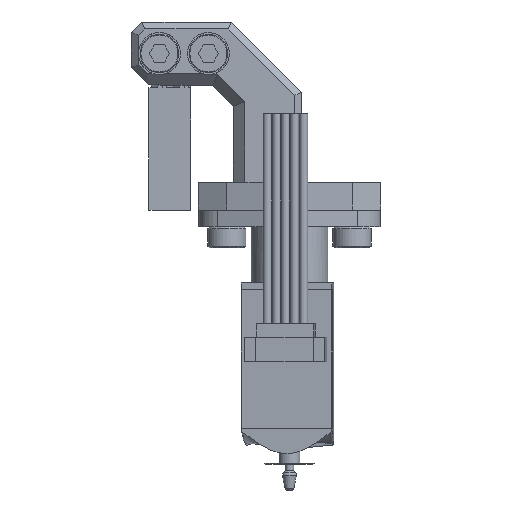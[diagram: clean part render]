
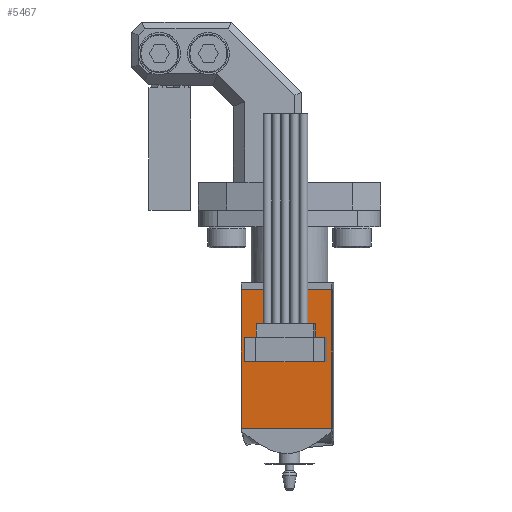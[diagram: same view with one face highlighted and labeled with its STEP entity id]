
A CAD part, front view. The second image highlights one B-rep face of the part: STEP entity #5467.
In plain terms, the highlighted face is planar.
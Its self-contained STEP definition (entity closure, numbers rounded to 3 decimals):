
#454=LINE('',#11290,#904);
#458=LINE('',#11299,#908);
#463=LINE('',#11307,#913);
#466=LINE('',#11311,#916);
#531=LINE('',#14611,#981);
#532=LINE('',#14613,#982);
#533=LINE('',#14615,#983);
#534=LINE('',#14617,#984);
#535=LINE('',#14619,#985);
#536=LINE('',#14621,#986);
#537=LINE('',#14623,#987);
#538=LINE('',#14624,#988);
#904=VECTOR('',#6378,1000.);
#908=VECTOR('',#6384,1000.);
#913=VECTOR('',#6391,1000.);
#916=VECTOR('',#6396,1000.);
#981=VECTOR('',#6717,1000.);
#982=VECTOR('',#6718,1000.);
#983=VECTOR('',#6719,1000.);
#984=VECTOR('',#6720,1000.);
#985=VECTOR('',#6721,1000.);
#986=VECTOR('',#6722,1000.);
#987=VECTOR('',#6723,1000.);
#988=VECTOR('',#6724,1000.);
#1402=FACE_BOUND('',#1883,.T.);
#1546=FACE_OUTER_BOUND('',#1882,.T.);
#1882=EDGE_LOOP('',(#4169,#4170,#4171,#4172));
#1883=EDGE_LOOP('',(#4173,#4174,#4175,#4176,#4177,#4178,#4179,#4180));
#2336=VERTEX_POINT('',#11288);
#2337=VERTEX_POINT('',#11289);
#2340=VERTEX_POINT('',#11297);
#2341=VERTEX_POINT('',#11298);
#2435=VERTEX_POINT('',#14609);
#2436=VERTEX_POINT('',#14610);
#2437=VERTEX_POINT('',#14612);
#2438=VERTEX_POINT('',#14614);
#2439=VERTEX_POINT('',#14616);
#2440=VERTEX_POINT('',#14618);
#2441=VERTEX_POINT('',#14620);
#2442=VERTEX_POINT('',#14622);
#2872=EDGE_CURVE('',#2336,#2337,#454,.T.);
#2876=EDGE_CURVE('',#2340,#2341,#458,.T.);
#2881=EDGE_CURVE('',#2340,#2337,#463,.T.);
#2884=EDGE_CURVE('',#2341,#2336,#466,.T.);
#3056=EDGE_CURVE('',#2435,#2436,#531,.T.);
#3057=EDGE_CURVE('',#2437,#2435,#532,.T.);
#3058=EDGE_CURVE('',#2437,#2438,#533,.T.);
#3059=EDGE_CURVE('',#2438,#2439,#534,.T.);
#3060=EDGE_CURVE('',#2439,#2440,#535,.T.);
#3061=EDGE_CURVE('',#2440,#2441,#536,.T.);
#3062=EDGE_CURVE('',#2441,#2442,#537,.T.);
#3063=EDGE_CURVE('',#2442,#2436,#538,.T.);
#4169=ORIENTED_EDGE('',*,*,#2881,.F.);
#4170=ORIENTED_EDGE('',*,*,#2876,.T.);
#4171=ORIENTED_EDGE('',*,*,#2884,.T.);
#4172=ORIENTED_EDGE('',*,*,#2872,.T.);
#4173=ORIENTED_EDGE('',*,*,#3056,.F.);
#4174=ORIENTED_EDGE('',*,*,#3057,.F.);
#4175=ORIENTED_EDGE('',*,*,#3058,.T.);
#4176=ORIENTED_EDGE('',*,*,#3059,.T.);
#4177=ORIENTED_EDGE('',*,*,#3060,.T.);
#4178=ORIENTED_EDGE('',*,*,#3061,.T.);
#4179=ORIENTED_EDGE('',*,*,#3062,.T.);
#4180=ORIENTED_EDGE('',*,*,#3063,.T.);
#5221=PLANE('',#5924);
#5467=ADVANCED_FACE('',(#1546,#1402),#5221,.T.);
#5924=AXIS2_PLACEMENT_3D('',#14608,#6715,#6716);
#6378=DIRECTION('',(0.,0.,1.));
#6384=DIRECTION('',(0.,0.,-1.));
#6391=DIRECTION('',(-0.99,0.139,0.));
#6396=DIRECTION('',(-0.99,0.139,0.));
#6715=DIRECTION('center_axis',(0.139,0.99,0.));
#6716=DIRECTION('ref_axis',(-0.99,0.139,0.));
#6717=DIRECTION('',(-0.99,0.139,0.));
#6718=DIRECTION('',(0.,0.,-1.));
#6719=DIRECTION('',(-0.99,0.139,0.));
#6720=DIRECTION('',(0.,0.,1.));
#6721=DIRECTION('',(-0.99,0.139,0.));
#6722=DIRECTION('',(0.,0.,-1.));
#6723=DIRECTION('',(-0.99,0.139,0.));
#6724=DIRECTION('',(0.,0.,-1.));
#11288=CARTESIAN_POINT('',(-0.708,5.841,-31.15));
#11289=CARTESIAN_POINT('',(-0.708,5.841,-11.4));
#11290=CARTESIAN_POINT('',(-0.708,5.841,-15.838));
#11297=CARTESIAN_POINT('',(12.097,4.042,-11.4));
#11298=CARTESIAN_POINT('',(12.097,4.042,-31.15));
#11299=CARTESIAN_POINT('',(12.097,4.042,-15.838));
#11307=CARTESIAN_POINT('',(5.694,4.941,-11.4));
#11311=CARTESIAN_POINT('',(5.694,4.941,-31.15));
#14608=CARTESIAN_POINT('Origin',(5.702,4.94,-23.54));
#14609=CARTESIAN_POINT('',(11.389,4.141,-21.7));
#14610=CARTESIAN_POINT('',(0.,5.742,-21.7));
#14611=CARTESIAN_POINT('',(11.389,4.141,-21.7));
#14612=CARTESIAN_POINT('',(11.389,4.141,-18.2));
#14613=CARTESIAN_POINT('',(11.389,4.141,-18.2));
#14614=CARTESIAN_POINT('',(9.804,4.364,-18.2));
#14615=CARTESIAN_POINT('',(1.585,5.519,-18.2));
#14616=CARTESIAN_POINT('',(9.804,4.364,-16.2));
#14617=CARTESIAN_POINT('',(9.804,4.364,-18.2));
#14618=CARTESIAN_POINT('',(1.585,5.519,-16.2));
#14619=CARTESIAN_POINT('',(9.804,4.364,-16.2));
#14620=CARTESIAN_POINT('',(1.585,5.519,-18.2));
#14621=CARTESIAN_POINT('',(1.585,5.519,-16.2));
#14622=CARTESIAN_POINT('',(0.,5.742,-18.2));
#14623=CARTESIAN_POINT('',(1.585,5.519,-18.2));
#14624=CARTESIAN_POINT('',(0.,5.742,-18.2));
